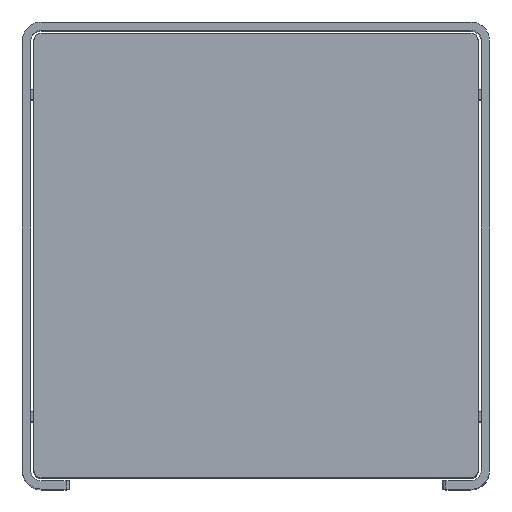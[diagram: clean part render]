
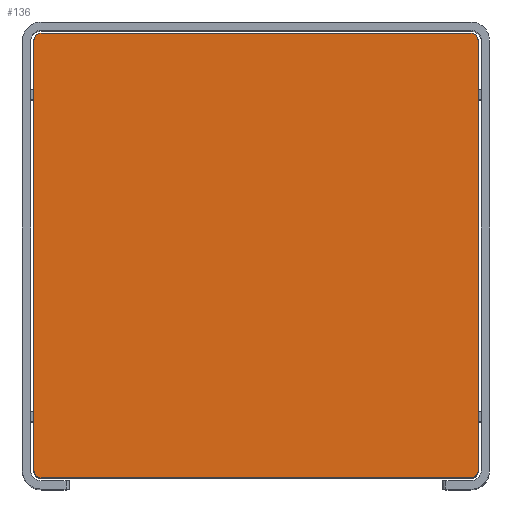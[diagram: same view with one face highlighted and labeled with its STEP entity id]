
A CAD part, top view. The second image highlights one B-rep face of the part: STEP entity #136.
In plain terms, the highlighted planar face has unit normal (0, 0, 1).
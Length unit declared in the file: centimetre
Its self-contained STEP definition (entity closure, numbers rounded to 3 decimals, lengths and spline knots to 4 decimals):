
#36=(
BOUNDED_CURVE()
B_SPLINE_CURVE(2,(#2291,#2292,#2293),.UNSPECIFIED.,.F.,.F.)
B_SPLINE_CURVE_WITH_KNOTS((3,3),(-10.9956,0.),.UNSPECIFIED.)
CURVE()
GEOMETRIC_REPRESENTATION_ITEM()
RATIONAL_B_SPLINE_CURVE((1.,0.707,1.))
REPRESENTATION_ITEM($)
);
#38=(
BOUNDED_CURVE()
B_SPLINE_CURVE(2,(#2305,#2306,#2307),.UNSPECIFIED.,.F.,.F.)
B_SPLINE_CURVE_WITH_KNOTS((3,3),(-10.9956,0.),.UNSPECIFIED.)
CURVE()
GEOMETRIC_REPRESENTATION_ITEM()
RATIONAL_B_SPLINE_CURVE((1.,0.707,1.))
REPRESENTATION_ITEM($)
);
#40=(
BOUNDED_CURVE()
B_SPLINE_CURVE(2,(#2319,#2320,#2321),.UNSPECIFIED.,.F.,.F.)
B_SPLINE_CURVE_WITH_KNOTS((3,3),(-10.9956,0.),.UNSPECIFIED.)
CURVE()
GEOMETRIC_REPRESENTATION_ITEM()
RATIONAL_B_SPLINE_CURVE((1.,0.707,1.))
REPRESENTATION_ITEM($)
);
#41=(
BOUNDED_CURVE()
B_SPLINE_CURVE(2,(#2328,#2329,#2330),.UNSPECIFIED.,.F.,.F.)
B_SPLINE_CURVE_WITH_KNOTS((3,3),(0.,10.9956),.UNSPECIFIED.)
CURVE()
GEOMETRIC_REPRESENTATION_ITEM()
RATIONAL_B_SPLINE_CURVE((1.,0.707,1.))
REPRESENTATION_ITEM($)
);
#136=ADVANCED_FACE($,(#264),#1572,.T.);
#264=FACE_OUTER_BOUND($,#392,.T.);
#392=EDGE_LOOP($,(#580,#581,#582,#583,#584,#585,#586,#587));
#580=ORIENTED_EDGE($,*,*,#1103,.T.);
#581=ORIENTED_EDGE($,*,*,#1106,.F.);
#582=ORIENTED_EDGE($,*,*,#1109,.T.);
#583=ORIENTED_EDGE($,*,*,#1112,.F.);
#584=ORIENTED_EDGE($,*,*,#1115,.T.);
#585=ORIENTED_EDGE($,*,*,#1118,.F.);
#586=ORIENTED_EDGE($,*,*,#1121,.T.);
#587=ORIENTED_EDGE($,*,*,#1122,.T.);
#1103=EDGE_CURVE($,#1381,#1383,#1687,.T.);
#1106=EDGE_CURVE($,#1385,#1383,#36,.T.);
#1109=EDGE_CURVE($,#1385,#1387,#1691,.T.);
#1112=EDGE_CURVE($,#1389,#1387,#38,.T.);
#1115=EDGE_CURVE($,#1389,#1391,#1695,.T.);
#1118=EDGE_CURVE($,#1393,#1391,#40,.T.);
#1121=EDGE_CURVE($,#1393,#1395,#1699,.T.);
#1122=EDGE_CURVE($,#1395,#1381,#41,.T.);
#1381=VERTEX_POINT($,#2365);
#1383=VERTEX_POINT($,#2367);
#1385=VERTEX_POINT($,#2369);
#1387=VERTEX_POINT($,#2371);
#1389=VERTEX_POINT($,#2373);
#1391=VERTEX_POINT($,#2375);
#1393=VERTEX_POINT($,#2377);
#1395=VERTEX_POINT($,#2379);
#1572=PLANE($,#2004);
#1687=B_SPLINE_CURVE_WITH_KNOTS($,1,(#2284,#2285),.UNSPECIFIED.,.F.,.F.,
(2,2),(0.,414.),.UNSPECIFIED.);
#1691=B_SPLINE_CURVE_WITH_KNOTS($,1,(#2298,#2299),.UNSPECIFIED.,.F.,.F.,
(2,2),(0.,414.),.UNSPECIFIED.);
#1695=B_SPLINE_CURVE_WITH_KNOTS($,1,(#2312,#2313),.UNSPECIFIED.,.F.,.F.,
(2,2),(0.,414.),.UNSPECIFIED.);
#1699=B_SPLINE_CURVE_WITH_KNOTS($,1,(#2326,#2327),.UNSPECIFIED.,.F.,.F.,
(2,2),(0.,414.),.UNSPECIFIED.);
#2004=AXIS2_PLACEMENT_3D($,#2362,#2111,$);
#2111=DIRECTION($,(0.,0.,1.));
#2284=CARTESIAN_POINT($,(-5.8101,6.0203,48.5));
#2285=CARTESIAN_POINT($,(-5.8101,-35.3797,48.5));
#2291=CARTESIAN_POINT($,(-5.1101,-36.0797,48.5));
#2292=CARTESIAN_POINT($,(-5.8101,-36.0797,48.5));
#2293=CARTESIAN_POINT($,(-5.8101,-35.3797,48.5));
#2298=CARTESIAN_POINT($,(-5.1101,-36.0797,48.5));
#2299=CARTESIAN_POINT($,(36.2899,-36.0797,48.5));
#2305=CARTESIAN_POINT($,(36.9899,-35.3797,48.5));
#2306=CARTESIAN_POINT($,(36.9899,-36.0797,48.5));
#2307=CARTESIAN_POINT($,(36.2899,-36.0797,48.5));
#2312=CARTESIAN_POINT($,(36.9899,-35.3797,48.5));
#2313=CARTESIAN_POINT($,(36.9899,6.0203,48.5));
#2319=CARTESIAN_POINT($,(36.2899,6.7203,48.5));
#2320=CARTESIAN_POINT($,(36.9899,6.7203,48.5));
#2321=CARTESIAN_POINT($,(36.9899,6.0203,48.5));
#2326=CARTESIAN_POINT($,(36.2899,6.7203,48.5));
#2327=CARTESIAN_POINT($,(-5.1101,6.7203,48.5));
#2328=CARTESIAN_POINT($,(-5.1101,6.7203,48.5));
#2329=CARTESIAN_POINT($,(-5.8101,6.7203,48.5));
#2330=CARTESIAN_POINT($,(-5.8101,6.0203,48.5));
#2362=CARTESIAN_POINT($,(15.5899,-57.9174,48.5));
#2365=CARTESIAN_POINT($,(-5.8101,6.0203,48.5));
#2367=CARTESIAN_POINT($,(-5.8101,-35.3797,48.5));
#2369=CARTESIAN_POINT($,(-5.1101,-36.0797,48.5));
#2371=CARTESIAN_POINT($,(36.2899,-36.0797,48.5));
#2373=CARTESIAN_POINT($,(36.9899,-35.3797,48.5));
#2375=CARTESIAN_POINT($,(36.9899,6.0203,48.5));
#2377=CARTESIAN_POINT($,(36.2899,6.7203,48.5));
#2379=CARTESIAN_POINT($,(-5.1101,6.7203,48.5));
